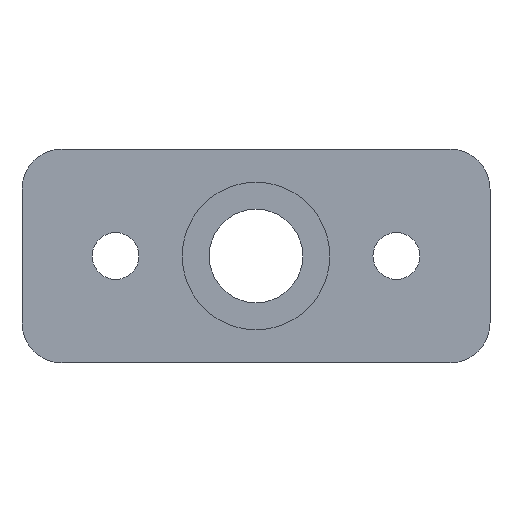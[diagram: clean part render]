
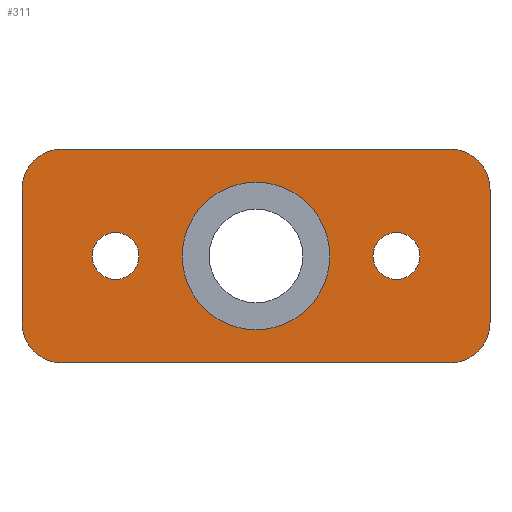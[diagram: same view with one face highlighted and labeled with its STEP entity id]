
A CAD part, left-side view. The second image highlights one B-rep face of the part: STEP entity #311.
In plain terms, the highlighted planar face has unit normal (-1, 0, 0).
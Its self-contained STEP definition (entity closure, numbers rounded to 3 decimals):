
#15=FACE_BOUND('',#56,.T.);
#16=FACE_BOUND('',#57,.T.);
#17=FACE_BOUND('',#58,.T.);
#25=PLANE('',#348);
#36=FACE_OUTER_BOUND('',#55,.T.);
#55=EDGE_LOOP('',(#226,#227,#228,#229,#230,#231,#232,#233));
#56=EDGE_LOOP('',(#234));
#57=EDGE_LOOP('',(#235));
#58=EDGE_LOOP('',(#236));
#83=LINE('',#500,#105);
#86=LINE('',#506,#108);
#87=LINE('',#510,#109);
#88=LINE('',#514,#110);
#105=VECTOR('',#399,10.);
#108=VECTOR('',#404,10.);
#109=VECTOR('',#407,10.);
#110=VECTOR('',#410,10.);
#124=CIRCLE('',#342,5.525);
#127=CIRCLE('',#346,3.);
#128=CIRCLE('',#349,3.);
#129=CIRCLE('',#350,3.);
#130=CIRCLE('',#351,3.);
#131=CIRCLE('',#352,1.75);
#132=CIRCLE('',#353,1.75);
#144=VERTEX_POINT('',#484);
#148=VERTEX_POINT('',#493);
#149=VERTEX_POINT('',#495);
#150=VERTEX_POINT('',#499);
#152=VERTEX_POINT('',#505);
#153=VERTEX_POINT('',#507);
#154=VERTEX_POINT('',#509);
#155=VERTEX_POINT('',#511);
#156=VERTEX_POINT('',#513);
#157=VERTEX_POINT('',#516);
#158=VERTEX_POINT('',#518);
#172=EDGE_CURVE('',#144,#144,#124,.T.);
#177=EDGE_CURVE('',#148,#149,#127,.T.);
#179=EDGE_CURVE('',#150,#149,#83,.T.);
#182=EDGE_CURVE('',#148,#152,#86,.T.);
#183=EDGE_CURVE('',#153,#152,#128,.T.);
#184=EDGE_CURVE('',#153,#154,#87,.T.);
#185=EDGE_CURVE('',#155,#154,#129,.T.);
#186=EDGE_CURVE('',#155,#156,#88,.T.);
#187=EDGE_CURVE('',#150,#156,#130,.T.);
#188=EDGE_CURVE('',#157,#157,#131,.T.);
#189=EDGE_CURVE('',#158,#158,#132,.T.);
#226=ORIENTED_EDGE('',*,*,#177,.F.);
#227=ORIENTED_EDGE('',*,*,#182,.T.);
#228=ORIENTED_EDGE('',*,*,#183,.F.);
#229=ORIENTED_EDGE('',*,*,#184,.T.);
#230=ORIENTED_EDGE('',*,*,#185,.F.);
#231=ORIENTED_EDGE('',*,*,#186,.T.);
#232=ORIENTED_EDGE('',*,*,#187,.F.);
#233=ORIENTED_EDGE('',*,*,#179,.T.);
#234=ORIENTED_EDGE('',*,*,#172,.T.);
#235=ORIENTED_EDGE('',*,*,#188,.T.);
#236=ORIENTED_EDGE('',*,*,#189,.T.);
#311=ADVANCED_FACE('',(#36,#15,#16,#17),#25,.F.);
#342=AXIS2_PLACEMENT_3D('',#485,#384,#385);
#346=AXIS2_PLACEMENT_3D('',#496,#394,#395);
#348=AXIS2_PLACEMENT_3D('',#504,#402,#403);
#349=AXIS2_PLACEMENT_3D('',#508,#405,#406);
#350=AXIS2_PLACEMENT_3D('',#512,#408,#409);
#351=AXIS2_PLACEMENT_3D('',#515,#411,#412);
#352=AXIS2_PLACEMENT_3D('',#517,#413,#414);
#353=AXIS2_PLACEMENT_3D('',#519,#415,#416);
#384=DIRECTION('center_axis',(1.,0.,0.));
#385=DIRECTION('ref_axis',(0.,-1.,0.));
#394=DIRECTION('center_axis',(1.,0.,0.));
#395=DIRECTION('ref_axis',(0.,0.707,-0.707));
#399=DIRECTION('',(0.,0.,-1.));
#402=DIRECTION('center_axis',(1.,0.,0.));
#403=DIRECTION('ref_axis',(0.,1.,0.));
#404=DIRECTION('',(0.,-1.,0.));
#405=DIRECTION('center_axis',(1.,0.,0.));
#406=DIRECTION('ref_axis',(0.,-0.707,-0.707));
#407=DIRECTION('',(0.,0.,1.));
#408=DIRECTION('center_axis',(1.,0.,0.));
#409=DIRECTION('ref_axis',(0.,-0.707,0.707));
#410=DIRECTION('',(0.,1.,0.));
#411=DIRECTION('center_axis',(1.,0.,0.));
#412=DIRECTION('ref_axis',(0.,0.707,0.707));
#413=DIRECTION('center_axis',(1.,0.,0.));
#414=DIRECTION('ref_axis',(0.,1.,0.));
#415=DIRECTION('center_axis',(1.,0.,0.));
#416=DIRECTION('ref_axis',(0.,1.,0.));
#484=CARTESIAN_POINT('',(15.5,398.128,27.5));
#485=CARTESIAN_POINT('Origin',(15.5,392.603,27.5));
#493=CARTESIAN_POINT('',(15.5,407.103,19.5));
#495=CARTESIAN_POINT('',(15.5,410.103,22.5));
#496=CARTESIAN_POINT('Origin',(15.5,407.103,22.5));
#499=CARTESIAN_POINT('',(15.5,410.103,32.5));
#500=CARTESIAN_POINT('',(15.5,410.103,35.5));
#504=CARTESIAN_POINT('Origin',(15.5,392.603,27.5));
#505=CARTESIAN_POINT('',(15.5,378.103,19.5));
#506=CARTESIAN_POINT('',(15.5,410.103,19.5));
#507=CARTESIAN_POINT('',(15.5,375.103,22.5));
#508=CARTESIAN_POINT('Origin',(15.5,378.103,22.5));
#509=CARTESIAN_POINT('',(15.5,375.103,32.5));
#510=CARTESIAN_POINT('',(15.5,375.103,19.5));
#511=CARTESIAN_POINT('',(15.5,378.103,35.5));
#512=CARTESIAN_POINT('Origin',(15.5,378.103,32.5));
#513=CARTESIAN_POINT('',(15.5,407.103,35.5));
#514=CARTESIAN_POINT('',(15.5,375.103,35.5));
#515=CARTESIAN_POINT('Origin',(15.5,407.103,32.5));
#516=CARTESIAN_POINT('',(15.5,380.353,27.5));
#517=CARTESIAN_POINT('Origin',(15.5,382.103,27.5));
#518=CARTESIAN_POINT('',(15.5,401.353,27.5));
#519=CARTESIAN_POINT('Origin',(15.5,403.103,27.5));
